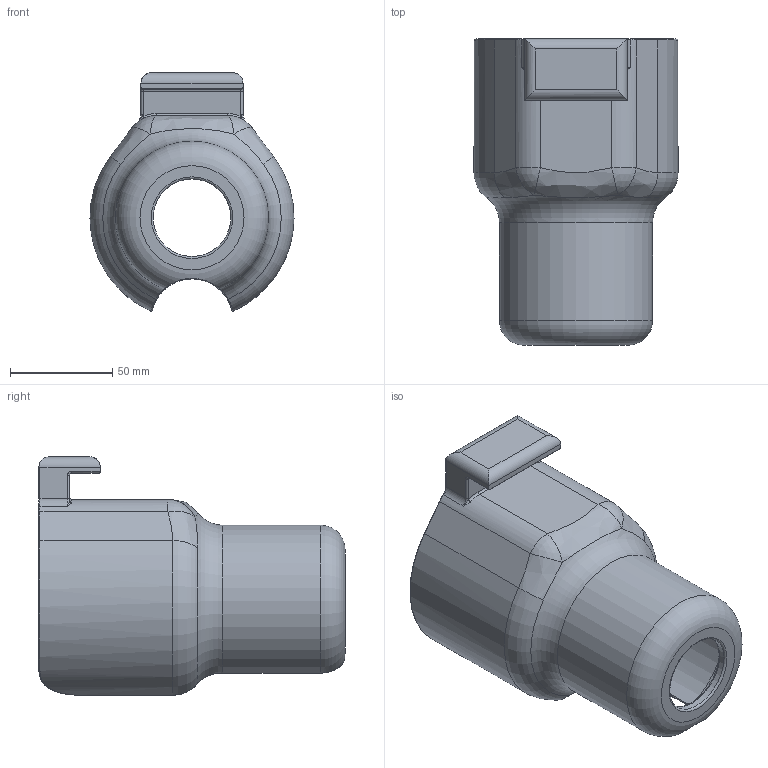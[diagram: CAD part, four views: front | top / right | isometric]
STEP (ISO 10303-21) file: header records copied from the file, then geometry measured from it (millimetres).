
FILE_DESCRIPTION(/* description */ (''),/* implementation_level */ '2;1');
FILE_NAME(/* name */ 'hobocup v9.step',/* time_stamp */ '2023-12-14T01:57:16-08:00',/* author */ (''),/* organization */ (''),/* preprocessor_version */ 'ST-DEVELOPER v20',/* originating_system */ 'Autodesk Translation Framework v12.14.0.127',/* authorisation */ '');
FILE_SCHEMA (('AUTOMOTIVE_DESIGN { 1 0 10303 214 3 1 1 }'));
Length unit declared in the file: millimetre
Products named in the file (1): hobocup
Bounding box: 99.99 x 150 x 116.8 mm (x, y, z)
Volume: 163409.3 mm3; surface area: 80995.3 mm2
Topology: 1 solids, 1 shells, 91 faces, 216 edges, 125 vertices
Faces by surface type: cylinder 34, torus 24, bspline 19, plane 12, sphere 2
Full cylindrical faces by diameter (mm): 38 x1
Entity records: 3607 total; most frequent: CARTESIAN_POINT 1556, ORIENTED_EDGE 428, DIRECTION 419, EDGE_CURVE 214, AXIS2_PLACEMENT_3D 180, VERTEX_POINT 125, CIRCLE 103, EDGE_LOOP 93
